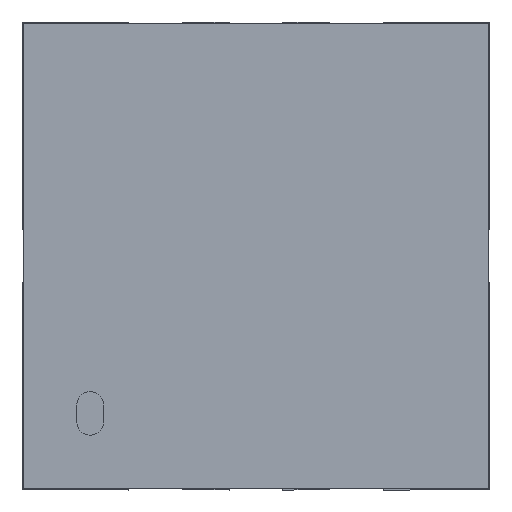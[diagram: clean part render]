
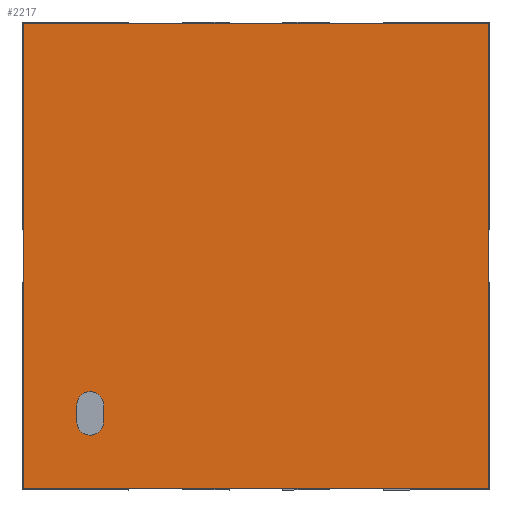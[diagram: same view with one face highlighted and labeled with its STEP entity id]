
A CAD part, front view. The second image highlights one B-rep face of the part: STEP entity #2217.
In plain terms, the highlighted planar face has unit normal (0, -1, 0).
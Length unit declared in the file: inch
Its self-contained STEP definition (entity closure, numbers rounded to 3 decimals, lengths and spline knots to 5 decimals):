
#6 = DIRECTION ( 'NONE',  ( -1., 0., 0. ) ) ;
#38 = CARTESIAN_POINT ( 'NONE',  ( 0.001, -0.1, -0.001 ) ) ;
#96 = CARTESIAN_POINT ( 'NONE',  ( 0.061, -0.1, -0.299 ) ) ;
#139 = DIRECTION ( 'NONE',  ( 0., 0., -1. ) ) ;
#288 = VERTEX_POINT ( 'NONE', #2734 ) ;
#314 = EDGE_CURVE ( 'NONE', #2467, #288, #1713, .T. ) ;
#348 = CARTESIAN_POINT ( 'NONE',  ( 0.001, -0.1, -0.001 ) ) ;
#357 = AXIS2_PLACEMENT_3D ( 'NONE', #3398, #1766, #139 ) ;
#378 = DIRECTION ( 'NONE',  ( 0., 0., 1. ) ) ;
#403 = DIRECTION ( 'NONE',  ( 0., -1., 0. ) ) ;
#416 = DIRECTION ( 'NONE',  ( 0., 0., 1. ) ) ;
#446 = VERTEX_POINT ( 'NONE', #1362 ) ;
#512 = VECTOR ( 'NONE', #378, 39.37008 ) ;
#516 = CARTESIAN_POINT ( 'NONE',  ( 0.041, -0.1, -0.299 ) ) ;
#582 = LINE ( 'NONE', #1464, #1570 ) ;
#583 = ORIENTED_EDGE ( 'NONE', *, *, #2371, .T. ) ;
#591 = EDGE_CURVE ( 'NONE', #2124, #1053, #2007, .T. ) ;
#637 = LINE ( 'NONE', #38, #1395 ) ;
#685 = EDGE_CURVE ( 'NONE', #446, #3056, #637, .T. ) ;
#704 = DIRECTION ( 'NONE',  ( 0., 1., 0. ) ) ;
#759 = EDGE_CURVE ( 'NONE', #1686, #2124, #1466, .T. ) ;
#766 = ORIENTED_EDGE ( 'NONE', *, *, #2191, .T. ) ;
#880 = DIRECTION ( 'NONE',  ( 0., 0., -1. ) ) ;
#961 = EDGE_LOOP ( 'NONE', ( #3422, #2295, #766, #583 ) ) ;
#1044 = AXIS2_PLACEMENT_3D ( 'NONE', #2275, #2803, #880 ) ;
#1053 = VERTEX_POINT ( 'NONE', #1513 ) ;
#1157 = LINE ( 'NONE', #2117, #2172 ) ;
#1162 = EDGE_CURVE ( 'NONE', #1053, #2467, #2517, .T. ) ;
#1246 = CARTESIAN_POINT ( 'NONE',  ( 0., -0.1, 0. ) ) ;
#1279 = CARTESIAN_POINT ( 'NONE',  ( 0.349, -0.1, -0.001 ) ) ;
#1362 = CARTESIAN_POINT ( 'NONE',  ( 0.001, -0.1, -0.001 ) ) ;
#1375 = ORIENTED_EDGE ( 'NONE', *, *, #314, .F. ) ;
#1395 = VECTOR ( 'NONE', #1474, 39.37008 ) ;
#1464 = CARTESIAN_POINT ( 'NONE',  ( 0.001, -0.1, -0.349 ) ) ;
#1466 = LINE ( 'NONE', #96, #512 ) ;
#1474 = DIRECTION ( 'NONE',  ( 0., 0., -1. ) ) ;
#1513 = CARTESIAN_POINT ( 'NONE',  ( 0.041, -0.1, -0.28645 ) ) ;
#1570 = VECTOR ( 'NONE', #3373, 39.37008 ) ;
#1686 = VERTEX_POINT ( 'NONE', #2078 ) ;
#1693 = ORIENTED_EDGE ( 'NONE', *, *, #591, .F. ) ;
#1713 = CIRCLE ( 'NONE', #2917, 0.01 ) ;
#1766 = DIRECTION ( 'NONE',  ( 0., -1., 0. ) ) ;
#1773 = VERTEX_POINT ( 'NONE', #1279 ) ;
#1867 = CARTESIAN_POINT ( 'NONE',  ( 0.349, -0.1, -0.349 ) ) ;
#2007 = CIRCLE ( 'NONE', #1044, 0.01 ) ;
#2028 = DIRECTION ( 'NONE',  ( 0., 0., -1. ) ) ;
#2078 = CARTESIAN_POINT ( 'NONE',  ( 0.061, -0.1, -0.299 ) ) ;
#2117 = CARTESIAN_POINT ( 'NONE',  ( 0.349, -0.1, -0.001 ) ) ;
#2124 = VERTEX_POINT ( 'NONE', #2299 ) ;
#2172 = VECTOR ( 'NONE', #416, 39.37008 ) ;
#2191 = EDGE_CURVE ( 'NONE', #3056, #3471, #582, .T. ) ;
#2217 = ADVANCED_FACE ( 'NONE', ( #2947, #2853 ), #2576, .F. ) ;
#2275 = CARTESIAN_POINT ( 'NONE',  ( 0.051, -0.1, -0.28645 ) ) ;
#2295 = ORIENTED_EDGE ( 'NONE', *, *, #685, .T. ) ;
#2299 = CARTESIAN_POINT ( 'NONE',  ( 0.061, -0.1, -0.28645 ) ) ;
#2303 = CIRCLE ( 'NONE', #357, 0.01 ) ;
#2314 = CARTESIAN_POINT ( 'NONE',  ( 0.051, -0.1, -0.299 ) ) ;
#2371 = EDGE_CURVE ( 'NONE', #3471, #1773, #1157, .T. ) ;
#2466 = EDGE_CURVE ( 'NONE', #1773, #446, #3032, .T. ) ;
#2467 = VERTEX_POINT ( 'NONE', #516 ) ;
#2491 = CARTESIAN_POINT ( 'NONE',  ( 0.001, -0.1, -0.349 ) ) ;
#2517 = LINE ( 'NONE', #3387, #3332 ) ;
#2574 = ORIENTED_EDGE ( 'NONE', *, *, #759, .F. ) ;
#2576 = PLANE ( 'NONE',  #3376 ) ;
#2606 = EDGE_LOOP ( 'NONE', ( #2574, #3442, #1375, #3434, #1693 ) ) ;
#2608 = DIRECTION ( 'NONE',  ( 0., 0., -1. ) ) ;
#2619 = DIRECTION ( 'NONE',  ( 0., 0., 1. ) ) ;
#2734 = CARTESIAN_POINT ( 'NONE',  ( 0.051, -0.1, -0.309 ) ) ;
#2803 = DIRECTION ( 'NONE',  ( 0., -1., 0. ) ) ;
#2853 = FACE_OUTER_BOUND ( 'NONE', #961, .T. ) ;
#2917 = AXIS2_PLACEMENT_3D ( 'NONE', #2314, #403, #2608 ) ;
#2942 = VECTOR ( 'NONE', #6, 39.37008 ) ;
#2947 = FACE_BOUND ( 'NONE', #2606, .T. ) ;
#3032 = LINE ( 'NONE', #348, #2942 ) ;
#3056 = VERTEX_POINT ( 'NONE', #2491 ) ;
#3332 = VECTOR ( 'NONE', #2028, 39.37008 ) ;
#3373 = DIRECTION ( 'NONE',  ( 1., 0., 0. ) ) ;
#3374 = EDGE_CURVE ( 'NONE', #288, #1686, #2303, .T. ) ;
#3376 = AXIS2_PLACEMENT_3D ( 'NONE', #1246, #704, #2619 ) ;
#3387 = CARTESIAN_POINT ( 'NONE',  ( 0.041, -0.1, -0.299 ) ) ;
#3398 = CARTESIAN_POINT ( 'NONE',  ( 0.051, -0.1, -0.299 ) ) ;
#3422 = ORIENTED_EDGE ( 'NONE', *, *, #2466, .T. ) ;
#3434 = ORIENTED_EDGE ( 'NONE', *, *, #1162, .F. ) ;
#3442 = ORIENTED_EDGE ( 'NONE', *, *, #3374, .F. ) ;
#3471 = VERTEX_POINT ( 'NONE', #1867 ) ;
